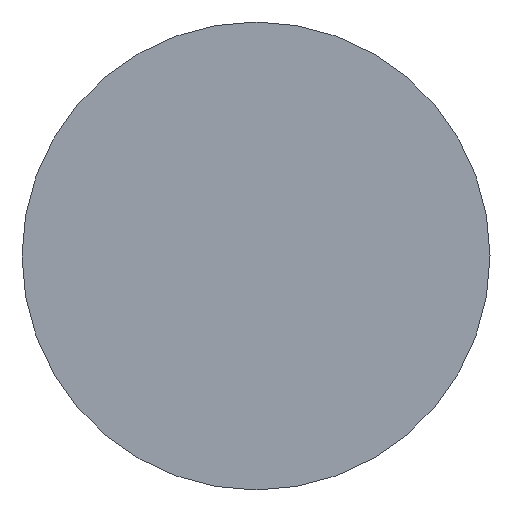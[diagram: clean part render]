
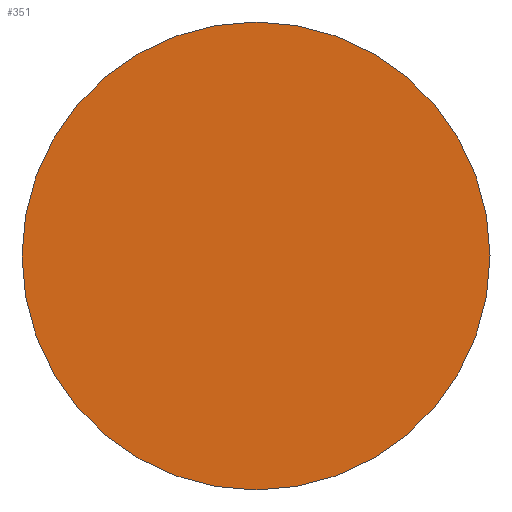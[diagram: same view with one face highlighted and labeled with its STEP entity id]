
A CAD part, front view. The second image highlights one B-rep face of the part: STEP entity #351.
In plain terms, the highlighted planar face has unit normal (0, -1, 0).
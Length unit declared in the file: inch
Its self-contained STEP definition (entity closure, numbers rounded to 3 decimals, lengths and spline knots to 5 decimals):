
#2 = CARTESIAN_POINT ( 'NONE',  ( 0., 0., -0.0625 ) ) ;
#8 = CIRCLE ( 'NONE', #262, 0.0625 ) ;
#15 = FACE_OUTER_BOUND ( 'NONE', #64, .T. ) ;
#25 = CIRCLE ( 'NONE', #57, 0.0625 ) ;
#41 = DIRECTION ( 'NONE',  ( 0., 0., -1. ) ) ;
#57 = AXIS2_PLACEMENT_3D ( 'NONE', #163, #132, #428 ) ;
#64 = EDGE_LOOP ( 'NONE', ( #360, #456 ) ) ;
#73 = CARTESIAN_POINT ( 'NONE',  ( 0., 0., 0. ) ) ;
#75 = VERTEX_POINT ( 'NONE', #171 ) ;
#132 = DIRECTION ( 'NONE',  ( 0., -1., 0. ) ) ;
#135 = DIRECTION ( 'NONE',  ( 0., -1., 0. ) ) ;
#163 = CARTESIAN_POINT ( 'NONE',  ( 0., 0., 0. ) ) ;
#171 = CARTESIAN_POINT ( 'NONE',  ( 0., 0., 0.0625 ) ) ;
#176 = PLANE ( 'NONE',  #219 ) ;
#199 = VERTEX_POINT ( 'NONE', #2 ) ;
#208 = DIRECTION ( 'NONE',  ( 0., -1., 0. ) ) ;
#219 = AXIS2_PLACEMENT_3D ( 'NONE', #452, #135, #427 ) ;
#262 = AXIS2_PLACEMENT_3D ( 'NONE', #73, #208, #41 ) ;
#271 = EDGE_CURVE ( 'NONE', #199, #75, #8, .T. ) ;
#351 = ADVANCED_FACE ( 'NONE', ( #15 ), #176, .T. ) ;
#360 = ORIENTED_EDGE ( 'NONE', *, *, #271, .T. ) ;
#370 = EDGE_CURVE ( 'NONE', #75, #199, #25, .T. ) ;
#427 = DIRECTION ( 'NONE',  ( 0., 0., -1. ) ) ;
#428 = DIRECTION ( 'NONE',  ( 0., 0., -1. ) ) ;
#452 = CARTESIAN_POINT ( 'NONE',  ( 0., 0., 0. ) ) ;
#456 = ORIENTED_EDGE ( 'NONE', *, *, #370, .T. ) ;
